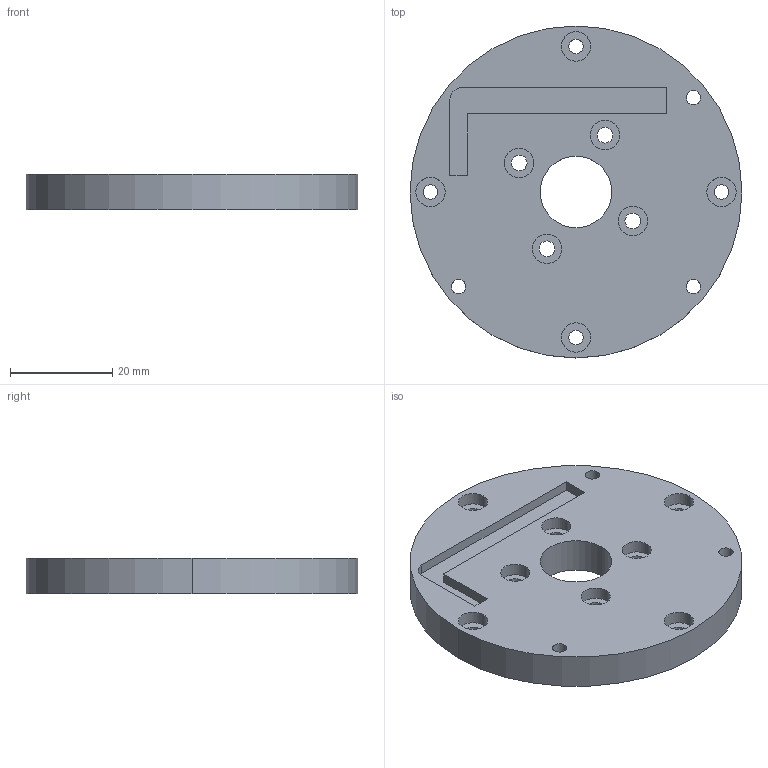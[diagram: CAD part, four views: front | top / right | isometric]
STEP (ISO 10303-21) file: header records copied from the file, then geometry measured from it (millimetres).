
FILE_DESCRIPTION (( 'STEP AP203' ), '1' );
FILE_NAME ('Bottom_lid_J6.STEP', '2021-03-13T21:19:14', ( '' ), ( '' ), 'SwSTEP 2.0', 'SolidWorks 2020', '' );
FILE_SCHEMA (( 'CONFIG_CONTROL_DESIGN' ));
Length unit declared in the file: millimetre
Products named in the file (1): Bottom_lid_J6
Bounding box: 65 x 65 x 7 mm (x, y, z)
Volume: 20736.2 mm3; surface area: 9036.1 mm2
Topology: 1 solids, 1 shells, 60 faces, 147 edges, 98 vertices
Faces by surface type: cylinder 43, plane 17
Entity records: 1942 total; most frequent: DIRECTION 355, CARTESIAN_POINT 306, ORIENTED_EDGE 294, EDGE_CURVE 147, AXIS2_PLACEMENT_3D 147, VERTEX_POINT 98, EDGE_LOOP 93, CIRCLE 86
